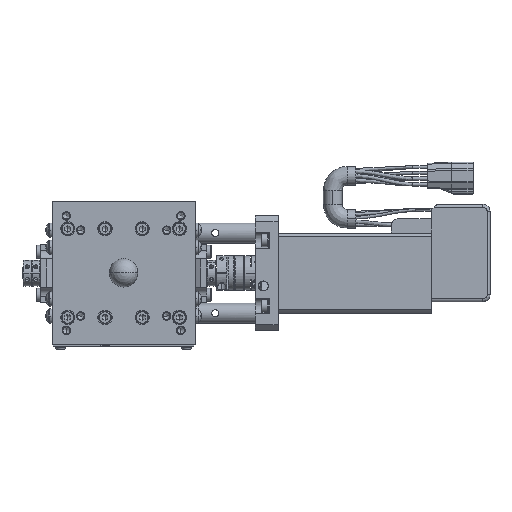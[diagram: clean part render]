
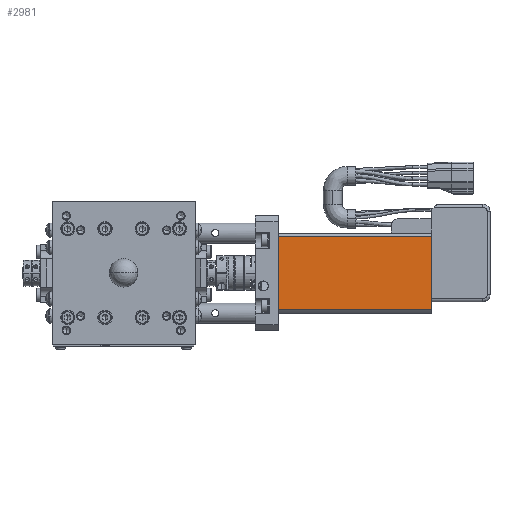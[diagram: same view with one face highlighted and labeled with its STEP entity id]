
A CAD part, top view. The second image highlights one B-rep face of the part: STEP entity #2981.
In plain terms, the highlighted planar face has unit normal (0, 0, 1).
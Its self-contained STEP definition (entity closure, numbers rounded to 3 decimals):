
#2981=ADVANCED_FACE('',(#30329),#30328,.F.);
#30328=PLANE('',#50138);
#30329=FACE_OUTER_BOUND('',#50139,.T.);
#50135=CARTESIAN_POINT('',(48.65,-15.414,21.));
#50136=DIRECTION('',(0.,0.,-1.));
#50137=DIRECTION('',(0.,1.,0.));
#50138=AXIS2_PLACEMENT_3D('',#50135,#50136,#50137);
#50139=EDGE_LOOP('',(#64541,#64542,#64543,#64544));
#64541=ORIENTED_EDGE('',*,*,#71727,.F.);
#64542=ORIENTED_EDGE('',*,*,#71695,.T.);
#64543=ORIENTED_EDGE('',*,*,#71728,.F.);
#64544=ORIENTED_EDGE('',*,*,#71729,.F.);
#71695=EDGE_CURVE('',#115712,#115705,#115713,.T.);
#71727=EDGE_CURVE('',#115712,#115933,#115934,.T.);
#71728=EDGE_CURVE('',#115940,#115705,#115941,.T.);
#71729=EDGE_CURVE('',#115933,#115940,#115947,.T.);
#115705=VERTEX_POINT('',#146403);
#115712=VERTEX_POINT('',#146408);
#115713=LINE('',#146409,#146410);
#115933=VERTEX_POINT('',#146581);
#115934=LINE('',#146582,#146583);
#115940=VERTEX_POINT('',#146585);
#115941=LINE('',#146586,#146587);
#115947=LINE('',#146589,#146590);
#146403=CARTESIAN_POINT('',(54.,-12.845,21.));
#146408=CARTESIAN_POINT('',(54.,12.845,21.));
#146409=CARTESIAN_POINT('',(54.,12.845,21.));
#146410=VECTOR('',#146411,25.69);
#146411=DIRECTION('',(0.,-1.,0.));
#146581=CARTESIAN_POINT('',(107.5,12.845,21.));
#146582=CARTESIAN_POINT('',(54.,12.845,21.));
#146583=VECTOR('',#146584,53.5);
#146584=DIRECTION('',(1.,0.,0.));
#146585=CARTESIAN_POINT('',(107.5,-12.845,21.));
#146586=CARTESIAN_POINT('',(107.5,-12.845,21.));
#146587=VECTOR('',#146588,53.5);
#146588=DIRECTION('',(-1.,0.,0.));
#146589=CARTESIAN_POINT('',(107.5,12.845,21.));
#146590=VECTOR('',#146591,25.69);
#146591=DIRECTION('',(0.,-1.,0.));
